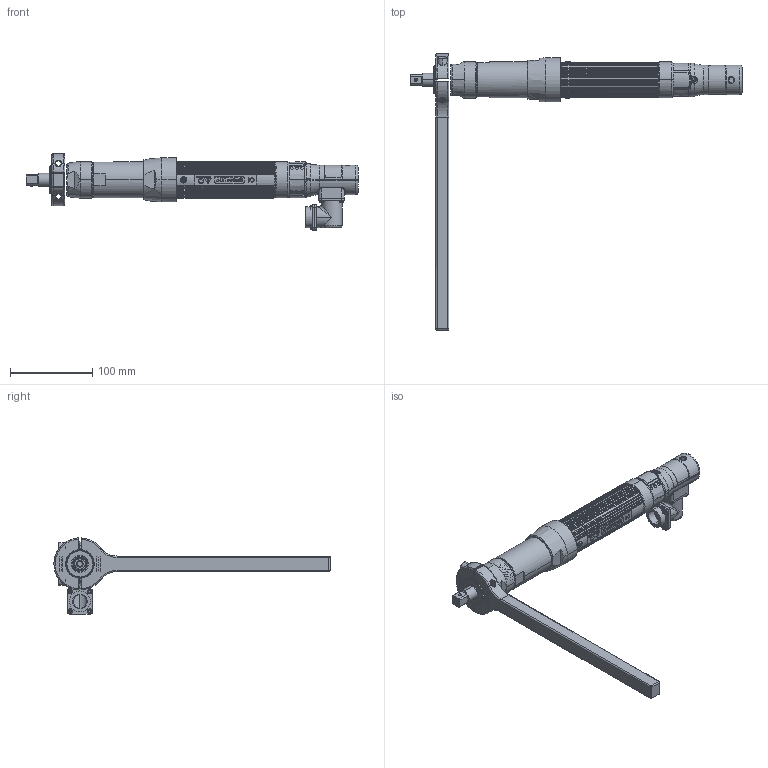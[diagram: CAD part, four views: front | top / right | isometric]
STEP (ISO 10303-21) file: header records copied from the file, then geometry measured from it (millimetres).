
FILE_DESCRIPTION((''),'2;1');
FILE_NAME('EB34MB1-55','2012-04-19T',('EJF1116'),(''),'PRO/ENGINEER BY PARAMETRIC TECHNOLOGY CORPORATION, 2010430','PRO/ENGINEER BY PARAMETRIC TECHNOLOGY CORPORATION, 2010430','');
FILE_SCHEMA(('CONFIG_CONTROL_DESIGN'));
Products named in the file (1): EB34MB1-55
Bounding box: 404.44 x 336.55 x 92.92 mm (x, y, z)
Surface area: 136379.5 mm2 (no closed solid volume)
Topology: 0 solids, 139 shells, 606 faces, 4070 edges, 3488 vertices
Faces by surface type: cylinder 275, plane 169, bspline 71, torus 55, cone 30, sphere 4, extrusion 2
Entity records: 53120 total; most frequent: CARTESIAN_POINT 25225, DIRECTION 5007, ORIENTED_EDGE 4994, EDGE_CURVE 4070, VERTEX_POINT 3488, VECTOR 1917, LINE 1915, AXIS2_PLACEMENT_3D 1545
